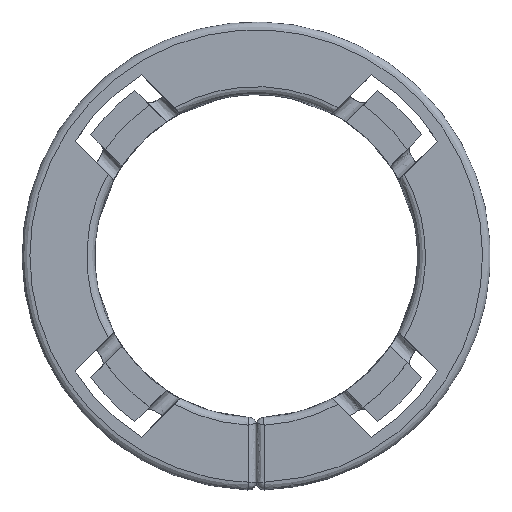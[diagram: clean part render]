
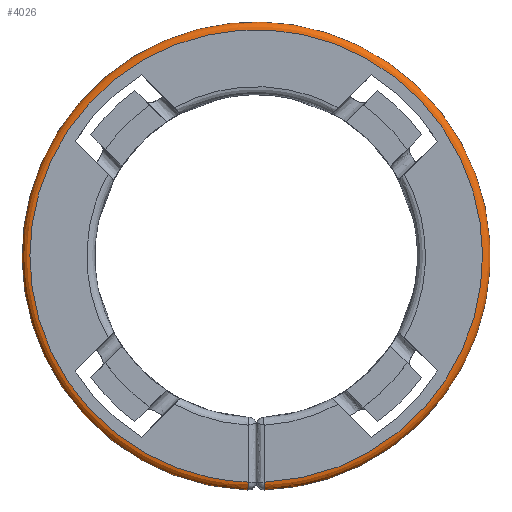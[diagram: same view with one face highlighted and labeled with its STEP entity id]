
A CAD part, top view. The second image highlights one B-rep face of the part: STEP entity #4026.
In plain terms, the highlighted free-form (B-spline) face has degree [2, 2] with [9, 3] control points.
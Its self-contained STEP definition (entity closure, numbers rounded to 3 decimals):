
#3387=CARTESIAN_POINT('',(0.528,-14.991,6.));
#3388=VERTEX_POINT('',#3387);
#3462=CARTESIAN_POINT('',(0.51,-14.491,6.5));
#3463=VERTEX_POINT('',#3462);
#3464=CARTESIAN_POINT('',(0.51,-14.491,6.5));
#3465=CARTESIAN_POINT('',(0.528,-14.991,6.5));
#3466=CARTESIAN_POINT('',(0.528,-14.991,6.));
#3474=(BOUNDED_CURVE()B_SPLINE_CURVE(2,(#3464,#3465,#3466),.UNSPECIFIED.,.F.,.U.)CURVE()GEOMETRIC_REPRESENTATION_ITEM()QUASI_UNIFORM_CURVE()RATIONAL_B_SPLINE_CURVE((1.0,0.707,1.0))REPRESENTATION_ITEM(''));
#3475=EDGE_CURVE('',#3463,#3388,#3474,.T.);
#3557=CARTESIAN_POINT('',(-0.51,-14.491,6.5));
#3558=VERTEX_POINT('',#3557);
#3604=CARTESIAN_POINT('',(-0.528,-14.991,6.));
#3605=VERTEX_POINT('',#3604);
#3606=CARTESIAN_POINT('',(-0.528,-14.991,6.));
#3607=CARTESIAN_POINT('',(-0.528,-14.991,6.5));
#3608=CARTESIAN_POINT('',(-0.51,-14.491,6.5));
#3616=(BOUNDED_CURVE()B_SPLINE_CURVE(2,(#3606,#3607,#3608),.UNSPECIFIED.,.F.,.U.)CURVE()GEOMETRIC_REPRESENTATION_ITEM()QUASI_UNIFORM_CURVE()RATIONAL_B_SPLINE_CURVE((1.0,0.707,1.0))REPRESENTATION_ITEM(''));
#3617=EDGE_CURVE('',#3605,#3558,#3616,.T.);
#3949=CARTESIAN_POINT('',(-0.458,-14.458,6.499));
#3950=CARTESIAN_POINT('',(-14.689,-14.007,6.499));
#3951=CARTESIAN_POINT('',(-14.464,0.229,6.499));
#3952=CARTESIAN_POINT('',(-14.238,14.465,6.499));
#3953=CARTESIAN_POINT('',(0.0,14.465,6.499));
#3954=CARTESIAN_POINT('',(14.238,14.465,6.499));
#3955=CARTESIAN_POINT('',(14.464,0.229,6.499));
#3956=CARTESIAN_POINT('',(14.689,-14.007,6.499));
#3957=CARTESIAN_POINT('',(0.458,-14.458,6.499));
#3958=CARTESIAN_POINT('',(-0.476,-15.031,6.539));
#3959=CARTESIAN_POINT('',(-15.271,-14.563,6.539));
#3960=CARTESIAN_POINT('',(-15.037,0.238,6.539));
#3961=CARTESIAN_POINT('',(-14.803,15.039,6.539));
#3962=CARTESIAN_POINT('',(0.0,15.039,6.539));
#3963=CARTESIAN_POINT('',(14.803,15.039,6.539));
#3964=CARTESIAN_POINT('',(15.037,0.238,6.539));
#3965=CARTESIAN_POINT('',(15.271,-14.563,6.539));
#3966=CARTESIAN_POINT('',(0.476,-15.031,6.539));
#3967=CARTESIAN_POINT('',(-0.475,-14.991,5.965));
#3968=CARTESIAN_POINT('',(-15.231,-14.524,5.965));
#3969=CARTESIAN_POINT('',(-14.997,0.237,5.965));
#3970=CARTESIAN_POINT('',(-14.763,14.999,5.965));
#3971=CARTESIAN_POINT('',(0.0,14.999,5.965));
#3972=CARTESIAN_POINT('',(14.763,14.999,5.965));
#3973=CARTESIAN_POINT('',(14.997,0.237,5.965));
#3974=CARTESIAN_POINT('',(15.231,-14.524,5.965));
#3975=CARTESIAN_POINT('',(0.475,-14.991,5.965));
#3983=(BOUNDED_SURFACE()B_SPLINE_SURFACE(2,2,((#3949,#3958,#3967),(#3950,#3959,#3968),(#3951,#3960,#3969),(#3952,#3961,#3970),(#3953,#3962,#3971),(#3954,#3963,#3972),(#3955,#3964,#3973),(#3956,#3965,#3974),(#3957,#3966,#3975)),.UNSPECIFIED.,.F.,.F.,.U.)B_SPLINE_SURFACE_WITH_KNOTS((3,2,2,2,3),(3,3),(0.0,24.573,49.146,73.719,98.292),(0.0,0.911),.UNSPECIFIED.)GEOMETRIC_REPRESENTATION_ITEM()RATIONAL_B_SPLINE_SURFACE(((0.919,0.601,0.914),(0.655,0.429,0.651),(0.919,0.601,0.914),(0.655,0.429,0.651),(0.919,0.601,0.914),(0.655,0.429,0.651),(0.919,0.601,0.914),(0.655,0.429,0.651),(0.919,0.601,0.914)))REPRESENTATION_ITEM('')SURFACE());
#3984=CARTESIAN_POINT('',(0.51,-14.491,6.5));
#3985=CARTESIAN_POINT('',(14.748,-13.99,6.5));
#3986=CARTESIAN_POINT('',(14.498,0.255,6.5));
#3987=CARTESIAN_POINT('',(14.247,14.5,6.5));
#3988=CARTESIAN_POINT('',(0.0,14.5,6.5));
#3989=CARTESIAN_POINT('',(-14.247,14.5,6.5));
#3990=CARTESIAN_POINT('',(-14.498,0.255,6.5));
#3991=CARTESIAN_POINT('',(-14.748,-13.99,6.5));
#3992=CARTESIAN_POINT('',(-0.51,-14.491,6.5));
#4000=(BOUNDED_CURVE()B_SPLINE_CURVE(2,(#3984,#3985,#3986,#3987,#3988,#3989,#3990,#3991,#3992),.UNSPECIFIED.,.F.,.U.)B_SPLINE_CURVE_WITH_KNOTS((3,2,2,2,3),(0.0,0.25,0.5,0.75,1.0),.UNSPECIFIED.)CURVE()GEOMETRIC_REPRESENTATION_ITEM()RATIONAL_B_SPLINE_CURVE((1.0,0.713,1.0,0.713,1.0,0.713,1.0,0.713,1.0))REPRESENTATION_ITEM(''));
#4001=EDGE_CURVE('',#3463,#3558,#4000,.T.);
#4002=ORIENTED_EDGE('',*,*,#4001,.F.);
#4003=ORIENTED_EDGE('',*,*,#3475,.T.);
#4004=CARTESIAN_POINT('',(-0.528,-14.991,6.));
#4005=CARTESIAN_POINT('',(-15.257,-14.472,6.));
#4006=CARTESIAN_POINT('',(-14.998,0.264,6.));
#4007=CARTESIAN_POINT('',(-14.738,15.,6.));
#4008=CARTESIAN_POINT('',(0.0,15.0,6.));
#4009=CARTESIAN_POINT('',(14.738,15.,6.));
#4010=CARTESIAN_POINT('',(14.998,0.264,6.));
#4011=CARTESIAN_POINT('',(15.257,-14.472,6.));
#4012=CARTESIAN_POINT('',(0.528,-14.991,6.));
#4020=(BOUNDED_CURVE()B_SPLINE_CURVE(2,(#4004,#4005,#4006,#4007,#4008,#4009,#4010,#4011,#4012),.UNSPECIFIED.,.F.,.U.)B_SPLINE_CURVE_WITH_KNOTS((3,2,2,2,3),(0.0,0.25,0.5,0.75,1.0),.UNSPECIFIED.)CURVE()GEOMETRIC_REPRESENTATION_ITEM()RATIONAL_B_SPLINE_CURVE((1.0,0.713,1.0,0.713,1.0,0.713,1.0,0.713,1.0))REPRESENTATION_ITEM(''));
#4021=EDGE_CURVE('',#3605,#3388,#4020,.T.);
#4022=ORIENTED_EDGE('',*,*,#4021,.F.);
#4023=ORIENTED_EDGE('',*,*,#3617,.T.);
#4024=EDGE_LOOP('',(#4002,#4003,#4022,#4023));
#4025=FACE_OUTER_BOUND('',#4024,.T.);
#4026=ADVANCED_FACE('',(#4025),#3983,.T.);
